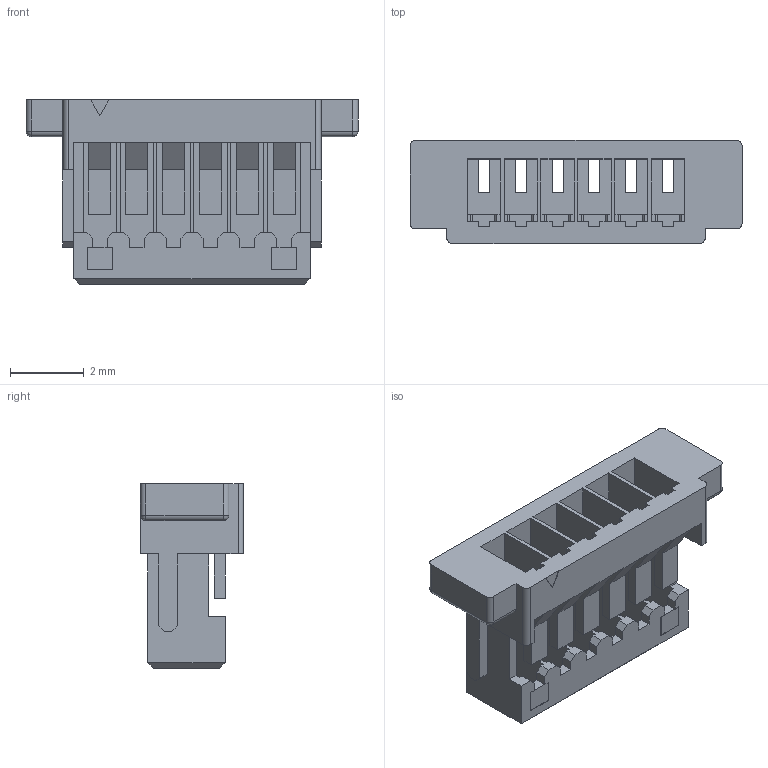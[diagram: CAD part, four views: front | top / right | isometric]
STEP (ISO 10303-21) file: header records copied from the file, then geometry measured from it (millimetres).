
FILE_DESCRIPTION(/* description */ ('Unknown'),/* implementation_level */ '2;1');
FILE_NAME(/* name */ '665006113322',/* time_stamp */ '2018-06-01T15:11:20+02:00',/* author */ ('Unknown'),/* organization */ ('Unknown'),/* preprocessor_version */ 'ST-DEVELOPER v16.7',/* originating_system */ 'DEX',/* authorisation */ $);
FILE_SCHEMA (('AUTOMOTIVE_DESIGN {1 0 10303 214 3 1 1}'));
Length unit declared in the file: millimetre
Products named in the file (2): 6650xx113322; 665006113322
Assembly tree (1 placements, depth 2):
  6650xx113322
    665006113322
Bounding box: 9 x 2.8 x 5 mm (x, y, z)
Volume: 37.9 mm3; surface area: 278.4 mm2
Topology: 1 solids, 1 shells, 285 faces, 831 edges, 532 vertices
Faces by surface type: plane 269, cylinder 12, sphere 4
Entity records: 9238 total; most frequent: ORIENTED_EDGE 1654, CARTESIAN_POINT 1646, DIRECTION 1425, EDGE_CURVE 827, LINE 803, VECTOR 803, VERTEX_POINT 532, AXIS2_PLACEMENT_3D 311
